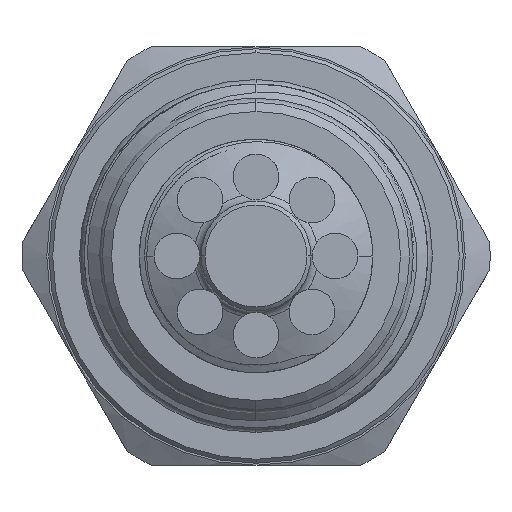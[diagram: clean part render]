
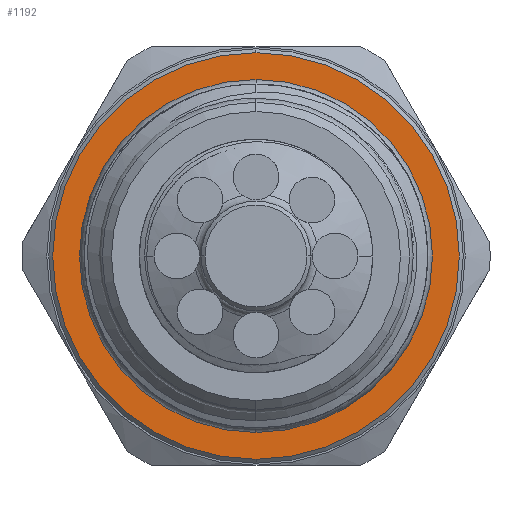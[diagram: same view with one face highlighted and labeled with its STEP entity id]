
A CAD part, left-side view. The second image highlights one B-rep face of the part: STEP entity #1192.
In plain terms, the highlighted planar face has unit normal (-1, 0, 0).
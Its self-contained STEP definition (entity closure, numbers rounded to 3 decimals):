
#481 = CARTESIAN_POINT ( 'NONE',  ( 37.7, 11.23, 0. ) ) ;
#741 = DIRECTION ( 'NONE',  ( 0., 0., -1. ) ) ;
#812 = DIRECTION ( 'NONE',  ( 1., 0., 0. ) ) ;
#837 = PLANE ( 'NONE',  #14195 ) ;
#1192 = ADVANCED_FACE ( 'NONE', ( #16272, #16175 ), #837, .F. ) ;
#1249 = VERTEX_POINT ( 'NONE', #8724 ) ;
#1272 = VERTEX_POINT ( 'NONE', #8679 ) ;
#1287 = VERTEX_POINT ( 'NONE', #8656 ) ;
#1667 = ORIENTED_EDGE ( 'NONE', *, *, #14564, .T. ) ;
#1677 = ORIENTED_EDGE ( 'NONE', *, *, #14616, .T. ) ;
#1869 = VERTEX_POINT ( 'NONE', #6431 ) ;
#2196 = ORIENTED_EDGE ( 'NONE', *, *, #14661, .T. ) ;
#2202 = ORIENTED_EDGE ( 'NONE', *, *, #14484, .T. ) ;
#6044 = EDGE_LOOP ( 'NONE', ( #1677, #2196 ) ) ;
#6062 = EDGE_LOOP ( 'NONE', ( #2202, #1667 ) ) ;
#6431 = CARTESIAN_POINT ( 'NONE',  ( 37.7, 0., -15.55 ) ) ;
#7210 = CARTESIAN_POINT ( 'NONE',  ( 37.7, 0., 0. ) ) ;
#7211 = DIRECTION ( 'NONE',  ( 1., 0., 0. ) ) ;
#7212 = DIRECTION ( 'NONE',  ( 0., 0., -1. ) ) ;
#7500 = CARTESIAN_POINT ( 'NONE',  ( 37.7, 0., 0. ) ) ;
#7501 = DIRECTION ( 'NONE',  ( -1., 0., 0. ) ) ;
#7502 = DIRECTION ( 'NONE',  ( 0., 0., -1. ) ) ;
#7660 = CARTESIAN_POINT ( 'NONE',  ( 37.7, 0., 0. ) ) ;
#7661 = DIRECTION ( 'NONE',  ( -1., 0., 0. ) ) ;
#7662 = DIRECTION ( 'NONE',  ( 0., 0., -1. ) ) ;
#8656 = CARTESIAN_POINT ( 'NONE',  ( 37.7, 0., 11.73 ) ) ;
#8679 = CARTESIAN_POINT ( 'NONE',  ( 37.7, 0., -11.73 ) ) ;
#8724 = CARTESIAN_POINT ( 'NONE',  ( 37.7, 0., 15.55 ) ) ;
#12281 = CARTESIAN_POINT ( 'NONE',  ( 37.7, 0., 0. ) ) ;
#12282 = DIRECTION ( 'NONE',  ( 1., 0., 0. ) ) ;
#12283 = DIRECTION ( 'NONE',  ( 0., 0., -1. ) ) ;
#13395 = CIRCLE ( 'NONE', #15094, 11.73 ) ;
#13735 = CIRCLE ( 'NONE', #15181, 15.55 ) ;
#13837 = CIRCLE ( 'NONE', #15225, 11.73 ) ;
#13942 = CIRCLE ( 'NONE', #14895, 15.55 ) ;
#14195 = AXIS2_PLACEMENT_3D ( 'NONE', #481, #812, #741 ) ;
#14484 = EDGE_CURVE ( 'NONE', #1272, #1287, #13837, .T. ) ;
#14564 = EDGE_CURVE ( 'NONE', #1287, #1272, #13395, .T. ) ;
#14616 = EDGE_CURVE ( 'NONE', #1869, #1249, #13942, .T. ) ;
#14661 = EDGE_CURVE ( 'NONE', #1249, #1869, #13735, .T. ) ;
#14895 = AXIS2_PLACEMENT_3D ( 'NONE', #7500, #7501, #7502 ) ;
#15094 = AXIS2_PLACEMENT_3D ( 'NONE', #7210, #7211, #7212 ) ;
#15181 = AXIS2_PLACEMENT_3D ( 'NONE', #7660, #7661, #7662 ) ;
#15225 = AXIS2_PLACEMENT_3D ( 'NONE', #12281, #12282, #12283 ) ;
#16175 = FACE_OUTER_BOUND ( 'NONE', #6044, .T. ) ;
#16272 = FACE_BOUND ( 'NONE', #6062, .T. ) ;
